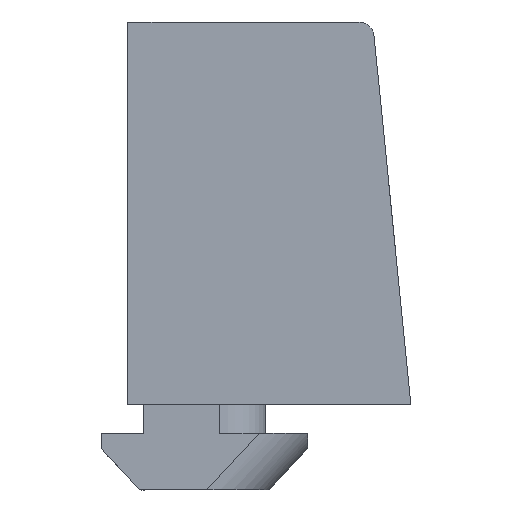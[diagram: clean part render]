
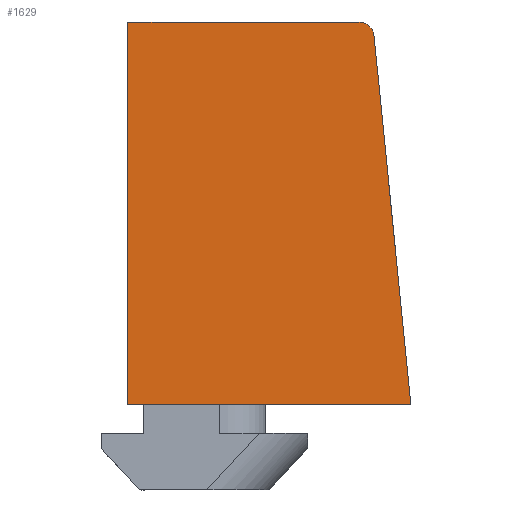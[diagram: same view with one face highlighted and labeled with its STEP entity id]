
A CAD part, front view. The second image highlights one B-rep face of the part: STEP entity #1629.
In plain terms, the highlighted planar face has unit normal (0, -1, 0).
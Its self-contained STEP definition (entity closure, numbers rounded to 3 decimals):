
#717=CARTESIAN_POINT('',(-18.5,0.0,25.0));
#718=VERTEX_POINT('',#717);
#725=CARTESIAN_POINT('',(-3.405,0.0,25.0));
#726=VERTEX_POINT('',#725);
#727=CARTESIAN_POINT('',(-18.5,0.0,25.0));
#728=DIRECTION('',(1.0,0.0,0.0));
#729=VECTOR('',#728,15.095);
#730=LINE('',#727,#729);
#731=EDGE_CURVE('',#718,#726,#730,.T.);
#798=CARTESIAN_POINT('',(-2.41,0.0,24.1));
#799=VERTEX_POINT('',#798);
#800=CARTESIAN_POINT('',(-3.405,0.0,24.0));
#801=DIRECTION('',(0.0,1.0,0.0));
#802=DIRECTION('',(0.671,0.0,0.741));
#803=AXIS2_PLACEMENT_3D('',#800,#801,#802);
#804=CIRCLE('',#803,1.0);
#805=EDGE_CURVE('',#726,#799,#804,.T.);
#1512=CARTESIAN_POINT('',(0.0,0.0,0.0));
#1513=VERTEX_POINT('',#1512);
#1514=CARTESIAN_POINT('',(-2.41,0.0,24.1));
#1515=DIRECTION('',(0.1,0.0,-0.995));
#1516=VECTOR('',#1515,24.22);
#1517=LINE('',#1514,#1516);
#1518=EDGE_CURVE('',#799,#1513,#1517,.T.);
#1542=CARTESIAN_POINT('',(-18.5,0.0,0.0));
#1543=VERTEX_POINT('',#1542);
#1544=CARTESIAN_POINT('',(-18.5,0.0,0.0));
#1545=DIRECTION('',(0.0,0.0,1.0));
#1546=VECTOR('',#1545,25.0);
#1547=LINE('',#1544,#1546);
#1548=EDGE_CURVE('',#1543,#718,#1547,.T.);
#1579=CARTESIAN_POINT('',(0.0,0.0,0.0));
#1580=DIRECTION('',(-1.0,0.0,0.0));
#1581=VECTOR('',#1580,18.5);
#1582=LINE('',#1579,#1581);
#1583=EDGE_CURVE('',#1513,#1543,#1582,.T.);
#1617=CARTESIAN_POINT('',(-9.844,0.0,12.131));
#1618=DIRECTION('',(0.0,1.0,0.0));
#1619=DIRECTION('',(0.0,0.0,1.0));
#1620=AXIS2_PLACEMENT_3D('',#1617,#1618,#1619);
#1621=PLANE('',#1620);
#1622=ORIENTED_EDGE('',*,*,#805,.F.);
#1623=ORIENTED_EDGE('',*,*,#731,.F.);
#1624=ORIENTED_EDGE('',*,*,#1548,.F.);
#1625=ORIENTED_EDGE('',*,*,#1583,.F.);
#1626=ORIENTED_EDGE('',*,*,#1518,.F.);
#1627=EDGE_LOOP('',(#1622,#1623,#1624,#1625,#1626));
#1628=FACE_OUTER_BOUND('',#1627,.T.);
#1629=ADVANCED_FACE('',(#1628),#1621,.F.);
